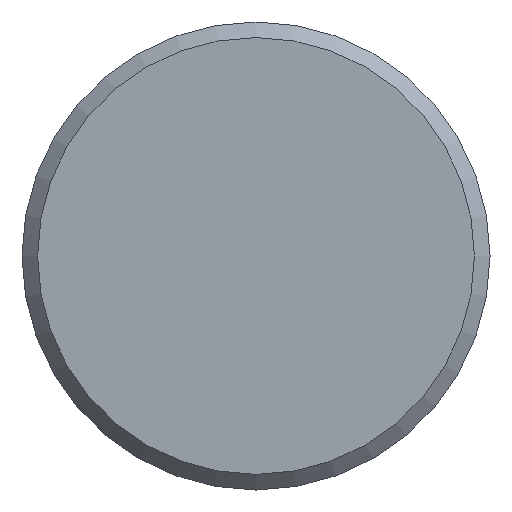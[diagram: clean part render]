
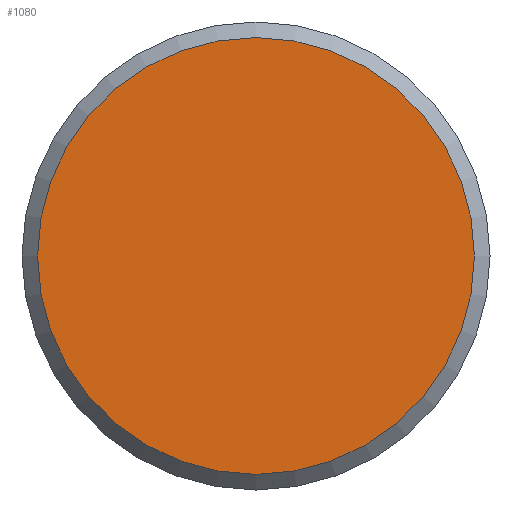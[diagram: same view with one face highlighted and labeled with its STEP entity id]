
A CAD part, front view. The second image highlights one B-rep face of the part: STEP entity #1080.
In plain terms, the highlighted planar face has unit normal (0, -1, 0).
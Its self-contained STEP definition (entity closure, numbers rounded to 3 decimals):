
#68=PLANE('',#1234);
#131=FACE_OUTER_BOUND('',#206,.T.);
#206=EDGE_LOOP('',(#933));
#278=CIRCLE('',#1233,14.);
#504=VERTEX_POINT('',#1985);
#646=EDGE_CURVE('',#504,#504,#278,.T.);
#933=ORIENTED_EDGE('',*,*,#646,.T.);
#1080=ADVANCED_FACE('',(#131),#68,.T.);
#1233=AXIS2_PLACEMENT_3D('',#1986,#1563,#1564);
#1234=AXIS2_PLACEMENT_3D('',#1988,#1566,#1567);
#1563=DIRECTION('center_axis',(0.,-1.,0.));
#1564=DIRECTION('ref_axis',(1.,0.,0.));
#1566=DIRECTION('center_axis',(0.,-1.,0.));
#1567=DIRECTION('ref_axis',(0.,0.,-1.));
#1985=CARTESIAN_POINT('',(-14.,0.,0.));
#1986=CARTESIAN_POINT('Origin',(0.,0.,
0.));
#1988=CARTESIAN_POINT('Origin',(7.,0.,0.));
